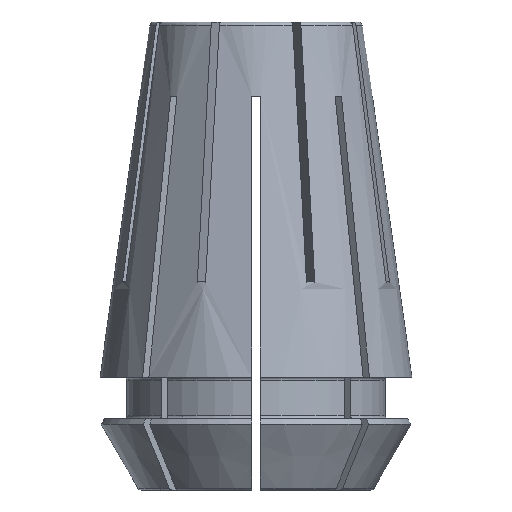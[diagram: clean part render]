
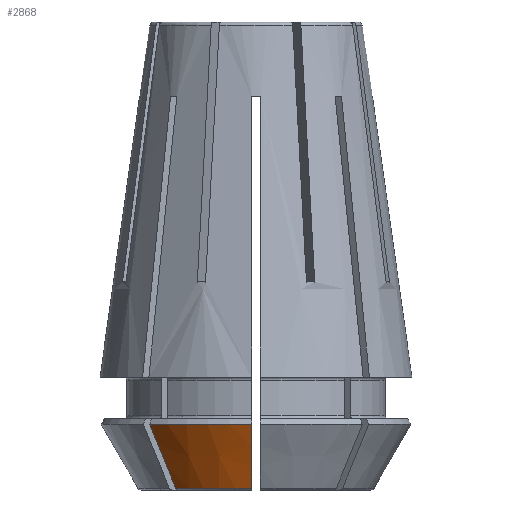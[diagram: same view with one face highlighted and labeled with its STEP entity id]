
A CAD part, left-side view. The second image highlights one B-rep face of the part: STEP entity #2868.
In plain terms, the highlighted conical face has half-angle 30 degrees and reference radius 10.431 mm.
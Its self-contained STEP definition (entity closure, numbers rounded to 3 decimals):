
#27=CONICAL_SURFACE('',#3179,10.431,0.524);
#96=CIRCLE('',#2946,37790.844);
#237=CIRCLE('',#3178,10.431);
#238=CIRCLE('',#3180,7.951);
#239=CIRCLE('',#3181,37790.842);
#1166=ORIENTED_EDGE('',*,*,#1885,.F.);
#1167=ORIENTED_EDGE('',*,*,#1508,.T.);
#1168=ORIENTED_EDGE('',*,*,#1887,.F.);
#1169=ORIENTED_EDGE('',*,*,#1888,.F.);
#1508=EDGE_CURVE('',#1964,#1963,#96,.T.);
#1885=EDGE_CURVE('',#1964,#2234,#237,.T.);
#1887=EDGE_CURVE('',#2235,#1963,#238,.T.);
#1888=EDGE_CURVE('',#2234,#2235,#239,.T.);
#1963=VERTEX_POINT('',#4115);
#1964=VERTEX_POINT('',#4117);
#2234=VERTEX_POINT('',#5221);
#2235=VERTEX_POINT('',#5225);
#2478=EDGE_LOOP('',(#1166,#1167,#1168,#1169));
#2634=FACE_BOUND('',#2478,.T.);
#2868=ADVANCED_FACE('',(#2634),#27,.T.);
#2946=AXIS2_PLACEMENT_3D('',#4116,#3282,#3283);
#3178=AXIS2_PLACEMENT_3D('',#5220,#3884,#3885);
#3179=AXIS2_PLACEMENT_3D('',#5223,#3887,#3888);
#3180=AXIS2_PLACEMENT_3D('',#5224,#3889,#3890);
#3181=AXIS2_PLACEMENT_3D('',#5226,#3891,#3892);
#3282=DIRECTION('',(-0.707,-0.707,0.));
#3283=DIRECTION('',(-0.612,0.612,-0.5));
#3884=DIRECTION('',(0.,0.,1.));
#3885=DIRECTION('',(1.,0.,0.));
#3887=DIRECTION('',(0.,0.,1.));
#3888=DIRECTION('',(1.,0.,0.));
#3889=DIRECTION('',(0.,0.,-1.));
#3890=DIRECTION('',(-1.,0.,0.));
#3891=DIRECTION('',(0.,-1.,0.));
#3892=DIRECTION('',(-0.866,0.,-0.5));
#4115=CARTESIAN_POINT('',(-5.83,5.406,0.325));
#4116=CARTESIAN_POINT('',(23132.222,-23132.646,18905.589));
#4117=CARTESIAN_POINT('',(-7.585,7.161,4.621));
#5220=CARTESIAN_POINT('',(0.,0.,4.621));
#5221=CARTESIAN_POINT('',(-10.427,0.3,4.621));
#5223=CARTESIAN_POINT('',(0.,0.,4.621));
#5224=CARTESIAN_POINT('',(0.,0.,0.325));
#5225=CARTESIAN_POINT('',(-7.945,0.3,0.325));
#5226=CARTESIAN_POINT('',(32714.2,0.3,18905.588));
